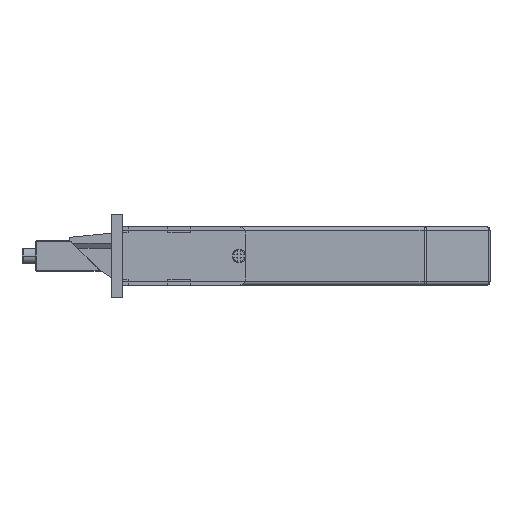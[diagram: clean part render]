
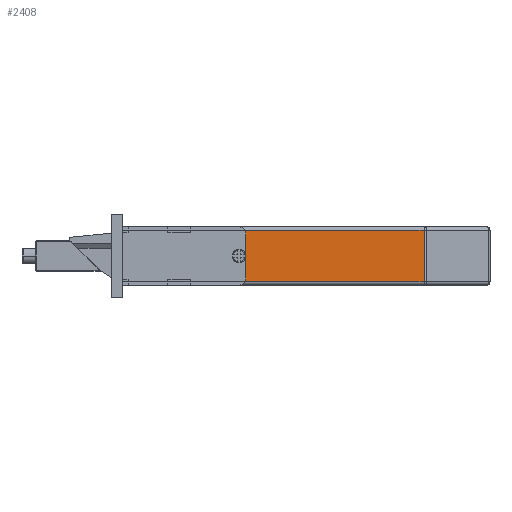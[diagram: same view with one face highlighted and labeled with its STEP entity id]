
A CAD part, front view. The second image highlights one B-rep face of the part: STEP entity #2408.
In plain terms, the highlighted planar face has unit normal (0, -1, 0).
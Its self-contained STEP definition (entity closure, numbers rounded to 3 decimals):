
#827 = CARTESIAN_POINT ( 'NONE',  ( 44.75, -14.7, 6. ) ) ;
#973 = ORIENTED_EDGE ( 'NONE', *, *, #3936, .F. ) ;
#1045 = DIRECTION ( 'NONE',  ( 1., 0., 0. ) ) ;
#1312 = CARTESIAN_POINT ( 'NONE',  ( 14., -14.7, -1.75 ) ) ;
#1467 = DIRECTION ( 'NONE',  ( 0., 0., -1. ) ) ;
#1497 = VERTEX_POINT ( 'NONE', #2198 ) ;
#1600 = FACE_OUTER_BOUND ( 'NONE', #2419, .T. ) ;
#2109 = LINE ( 'NONE', #1312, #5830 ) ;
#2162 = DIRECTION ( 'NONE',  ( 0., 0., 1. ) ) ;
#2198 = CARTESIAN_POINT ( 'NONE',  ( 44.75, -14.7, 4.25 ) ) ;
#2205 = VECTOR ( 'NONE', #5229, 1000. ) ;
#2293 = CARTESIAN_POINT ( 'NONE',  ( 44.75, -14.7, 7.75 ) ) ;
#2408 = ADVANCED_FACE ( 'NONE', ( #8771, #1600 ), #3322, .T. ) ;
#2419 = EDGE_LOOP ( 'NONE', ( #5178, #7357, #8504, #4766 ) ) ;
#2454 = VERTEX_POINT ( 'NONE', #10004 ) ;
#2508 = AXIS2_PLACEMENT_3D ( 'NONE', #3870, #8582, #1467 ) ;
#2542 = AXIS2_PLACEMENT_3D ( 'NONE', #4786, #6417, #5620 ) ;
#2725 = VERTEX_POINT ( 'NONE', #4141 ) ;
#3026 = DIRECTION ( 'NONE',  ( 0., -1., 0. ) ) ;
#3067 = AXIS2_PLACEMENT_3D ( 'NONE', #827, #3026, #6217 ) ;
#3222 = EDGE_CURVE ( 'NONE', #2725, #2454, #9003, .T. ) ;
#3242 = EDGE_CURVE ( 'NONE', #2454, #6709, #6920, .T. ) ;
#3322 = PLANE ( 'NONE',  #2542 ) ;
#3530 = VECTOR ( 'NONE', #1045, 1000. ) ;
#3870 = CARTESIAN_POINT ( 'NONE',  ( 44.75, -14.7, 6. ) ) ;
#3936 = EDGE_CURVE ( 'NONE', #1497, #4274, #8859, .T. ) ;
#4141 = CARTESIAN_POINT ( 'NONE',  ( 14., -14.7, -0.75 ) ) ;
#4172 = CIRCLE ( 'NONE', #2508, 1.75 ) ;
#4274 = VERTEX_POINT ( 'NONE', #2293 ) ;
#4282 = CARTESIAN_POINT ( 'NONE',  ( 14., -14.7, 12.75 ) ) ;
#4766 = ORIENTED_EDGE ( 'NONE', *, *, #6501, .T. ) ;
#4786 = CARTESIAN_POINT ( 'NONE',  ( 14., -14.7, -1.75 ) ) ;
#5178 = ORIENTED_EDGE ( 'NONE', *, *, #8898, .F. ) ;
#5229 = DIRECTION ( 'NONE',  ( 0., 0., 1. ) ) ;
#5620 = DIRECTION ( 'NONE',  ( 1., 0., 0. ) ) ;
#5830 = VECTOR ( 'NONE', #2162, 1000. ) ;
#6125 = DIRECTION ( 'NONE',  ( -1., 0., 0. ) ) ;
#6217 = DIRECTION ( 'NONE',  ( 0., 0., -1. ) ) ;
#6219 = EDGE_CURVE ( 'NONE', #4274, #1497, #4172, .T. ) ;
#6352 = VECTOR ( 'NONE', #6125, 1000. ) ;
#6417 = DIRECTION ( 'NONE',  ( 0., -1., 0. ) ) ;
#6501 = EDGE_CURVE ( 'NONE', #6709, #7014, #9994, .T. ) ;
#6600 = EDGE_LOOP ( 'NONE', ( #973, #8445 ) ) ;
#6709 = VERTEX_POINT ( 'NONE', #7326 ) ;
#6920 = LINE ( 'NONE', #9374, #2205 ) ;
#7014 = VERTEX_POINT ( 'NONE', #4282 ) ;
#7326 = CARTESIAN_POINT ( 'NONE',  ( 93.586, -14.7, 12.75 ) ) ;
#7357 = ORIENTED_EDGE ( 'NONE', *, *, #3222, .T. ) ;
#8213 = CARTESIAN_POINT ( 'NONE',  ( 94., -14.7, -0.75 ) ) ;
#8445 = ORIENTED_EDGE ( 'NONE', *, *, #6219, .F. ) ;
#8504 = ORIENTED_EDGE ( 'NONE', *, *, #3242, .T. ) ;
#8582 = DIRECTION ( 'NONE',  ( 0., -1., 0. ) ) ;
#8771 = FACE_BOUND ( 'NONE', #6600, .T. ) ;
#8859 = CIRCLE ( 'NONE', #3067, 1.75 ) ;
#8898 = EDGE_CURVE ( 'NONE', #2725, #7014, #2109, .T. ) ;
#9003 = LINE ( 'NONE', #8213, #3530 ) ;
#9374 = CARTESIAN_POINT ( 'NONE',  ( 93.586, -14.7, -1.75 ) ) ;
#9945 = CARTESIAN_POINT ( 'NONE',  ( 14., -14.7, 12.75 ) ) ;
#9994 = LINE ( 'NONE', #9945, #6352 ) ;
#10004 = CARTESIAN_POINT ( 'NONE',  ( 93.586, -14.7, -0.75 ) ) ;
